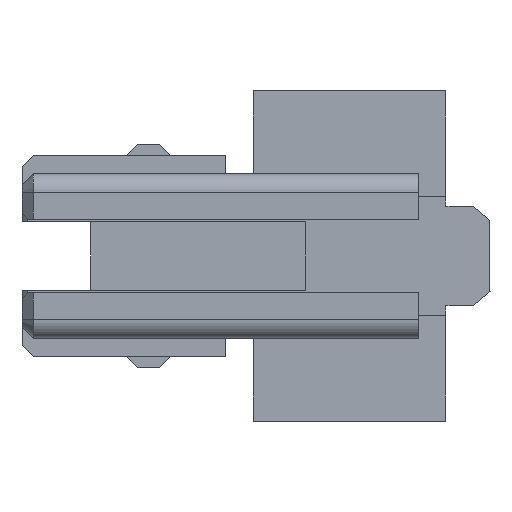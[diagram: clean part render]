
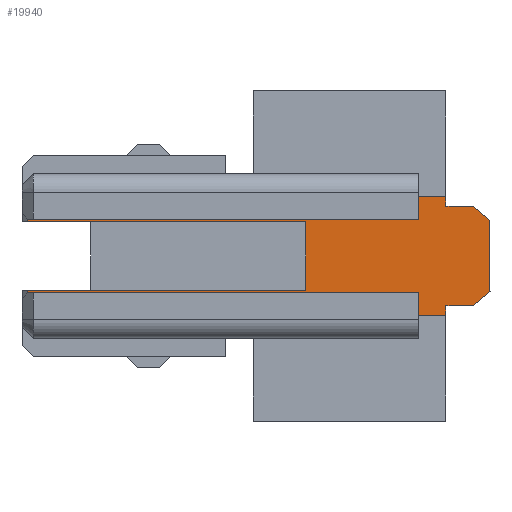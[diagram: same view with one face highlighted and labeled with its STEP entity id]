
A CAD part, left-side view. The second image highlights one B-rep face of the part: STEP entity #19940.
In plain terms, the highlighted planar face has unit normal (-1, 0, 0).
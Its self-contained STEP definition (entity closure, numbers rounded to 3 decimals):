
#5265=DIRECTION('',(0.,0.768,0.64));
#5266=VECTOR('',#5265,0.391);
#5267=CARTESIAN_POINT('',(-14.25,-4.65,
0.65));
#5268=LINE('',#5267,#5266);
#5269=DIRECTION('',(0.,-0.768,0.64));
#5270=VECTOR('',#5269,0.391);
#5271=CARTESIAN_POINT('',(-14.25,-4.35,
-0.9));
#5272=LINE('',#5271,#5270);
#5273=DIRECTION('',(0.,-1.,0.));
#5274=VECTOR('',#5273,5.05);
#5275=CARTESIAN_POINT('',(-14.25,3.75,-0.62));
#5276=LINE('',#5275,#5274);
#5277=DIRECTION('',(0.,0.,1.));
#5278=VECTOR('',#5277,1.24);
#5279=CARTESIAN_POINT('',(-14.25,-1.3,-0.62));
#5280=LINE('',#5279,#5278);
#5281=DIRECTION('',(0.,-1.,0.));
#5282=VECTOR('',#5281,5.05);
#5283=CARTESIAN_POINT('',(-14.25,3.75,0.62));
#5284=LINE('',#5283,#5282);
#5285=DIRECTION('',(0.,-1.,0.));
#5286=VECTOR('',#5285,7.6);
#5287=CARTESIAN_POINT('',(-14.25,3.75,1.08));
#5288=LINE('',#5287,#5286);
#5289=DIRECTION('',(0.,-1.,0.));
#5290=VECTOR('',#5289,0.5);
#5291=CARTESIAN_POINT('',(-14.25,-3.85,0.9));
#5292=LINE('',#5291,#5290);
#5307=DIRECTION('',(0.,0.,-1.));
#5308=VECTOR('',#5307,1.3);
#5309=CARTESIAN_POINT('',(-14.25,-4.65,
0.65));
#5310=LINE('',#5309,#5308);
#5766=DIRECTION('',(0.,0.,1.));
#5767=VECTOR('',#5766,0.18);
#5768=CARTESIAN_POINT('',(-14.25,-3.85,-1.08));
#5769=LINE('',#5768,#5767);
#5775=DIRECTION('',(0.,0.,1.));
#5776=VECTOR('',#5775,0.18);
#5777=CARTESIAN_POINT('',(-14.25,-3.85,0.9));
#5778=LINE('',#5777,#5776);
#8430=DIRECTION('',(0.,-1.,0.));
#8431=VECTOR('',#8430,7.6);
#8432=CARTESIAN_POINT('',(-14.25,3.75,-1.08));
#8433=LINE('',#8432,#8431);
#8470=DIRECTION('',(0.,0.,-1.));
#8471=VECTOR('',#8470,0.46);
#8472=CARTESIAN_POINT('',(-14.25,3.75,1.08));
#8473=LINE('',#8472,#8471);
#8478=DIRECTION('',(0.,0.,-1.));
#8479=VECTOR('',#8478,0.46);
#8480=CARTESIAN_POINT('',(-14.25,3.75,-0.62));
#8481=LINE('',#8480,#8479);
#9103=DIRECTION('',(0.,-1.,0.));
#9104=VECTOR('',#9103,0.5);
#9105=CARTESIAN_POINT('',(-14.25,-3.85,-0.9));
#9106=LINE('',#9105,#9104);
#9569=CARTESIAN_POINT('',(-14.25,3.75,-1.08));
#9570=VERTEX_POINT('',#9569);
#9585=CARTESIAN_POINT('',(-14.25,3.75,1.08));
#9586=VERTEX_POINT('',#9585);
#9591=CARTESIAN_POINT('',(-14.25,-3.85,-1.08));
#9592=VERTEX_POINT('',#9591);
#9593=CARTESIAN_POINT('',(-14.25,-3.85,1.08));
#9594=VERTEX_POINT('',#9593);
#10404=CARTESIAN_POINT('',(-14.25,3.75,0.62));
#10406=VERTEX_POINT('',#10404);
#10408=CARTESIAN_POINT('',(-14.25,3.75,-0.62));
#10410=VERTEX_POINT('',#10408);
#10691=CARTESIAN_POINT('',(-14.25,-1.3,0.62));
#10692=VERTEX_POINT('',#10691);
#10693=CARTESIAN_POINT('',(-14.25,-1.3,-0.62));
#10694=VERTEX_POINT('',#10693);
#12471=CARTESIAN_POINT('',(-14.25,-3.85,-0.9));
#12472=CARTESIAN_POINT('',(-14.25,-3.85,0.9));
#12473=VERTEX_POINT('',#12471);
#12474=VERTEX_POINT('',#12472);
#12483=CARTESIAN_POINT('',(-14.25,-4.65,
0.65));
#12484=CARTESIAN_POINT('',(-14.25,-4.35,
0.9));
#12485=VERTEX_POINT('',#12483);
#12486=VERTEX_POINT('',#12484);
#12487=CARTESIAN_POINT('',(-14.25,-4.35,
-0.9));
#12488=CARTESIAN_POINT('',(-14.25,-4.65,-0.65));
#12489=VERTEX_POINT('',#12487);
#12490=VERTEX_POINT('',#12488);
#19908=CARTESIAN_POINT('',(-14.25,3.85,1.08));
#19909=DIRECTION('',(1.,0.,0.));
#19910=DIRECTION('',(0.,0.,-1.));
#19911=AXIS2_PLACEMENT_3D('',#19908,#19909,#19910);
#19912=PLANE('',#19911);
#19914=ORIENTED_EDGE('',*,*,#19913,.F.);
#19916=ORIENTED_EDGE('',*,*,#19915,.T.);
#19918=ORIENTED_EDGE('',*,*,#19917,.F.);
#19920=ORIENTED_EDGE('',*,*,#19919,.F.);
#19922=ORIENTED_EDGE('',*,*,#19921,.F.);
#19924=ORIENTED_EDGE('',*,*,#19923,.F.);
#19926=ORIENTED_EDGE('',*,*,#19925,.F.);
#19927=ORIENTED_EDGE('',*,*,#14914,.T.);
#19928=ORIENTED_EDGE('',*,*,#19900,.T.);
#19929=ORIENTED_EDGE('',*,*,#13811,.F.);
#19931=ORIENTED_EDGE('',*,*,#19930,.F.);
#19933=ORIENTED_EDGE('',*,*,#19932,.T.);
#19935=ORIENTED_EDGE('',*,*,#19934,.F.);
#19937=ORIENTED_EDGE('',*,*,#19936,.T.);
#19938=EDGE_LOOP('',(#19914,#19916,#19918,#19920,#19922,#19924,#19926,#19927,
#19928,#19929,#19931,#19933,#19935,#19937));
#19939=FACE_OUTER_BOUND('',#19938,.F.);
#19940=ADVANCED_FACE('',(#19939),#19912,.F.);
#13811=EDGE_CURVE('',#10406,#10692,#5284,.T.);
#14914=EDGE_CURVE('',#10410,#10694,#5276,.T.);
#19900=EDGE_CURVE('',#10694,#10692,#5280,.T.);
#19913=EDGE_CURVE('',#12485,#12486,#5268,.T.);
#19915=EDGE_CURVE('',#12485,#12490,#5310,.T.);
#19917=EDGE_CURVE('',#12489,#12490,#5272,.T.);
#19919=EDGE_CURVE('',#12473,#12489,#9106,.T.);
#19921=EDGE_CURVE('',#9592,#12473,#5769,.T.);
#19923=EDGE_CURVE('',#9570,#9592,#8433,.T.);
#19925=EDGE_CURVE('',#10410,#9570,#8481,.T.);
#19930=EDGE_CURVE('',#9586,#10406,#8473,.T.);
#19932=EDGE_CURVE('',#9586,#9594,#5288,.T.);
#19934=EDGE_CURVE('',#12474,#9594,#5778,.T.);
#19936=EDGE_CURVE('',#12474,#12486,#5292,.T.);
